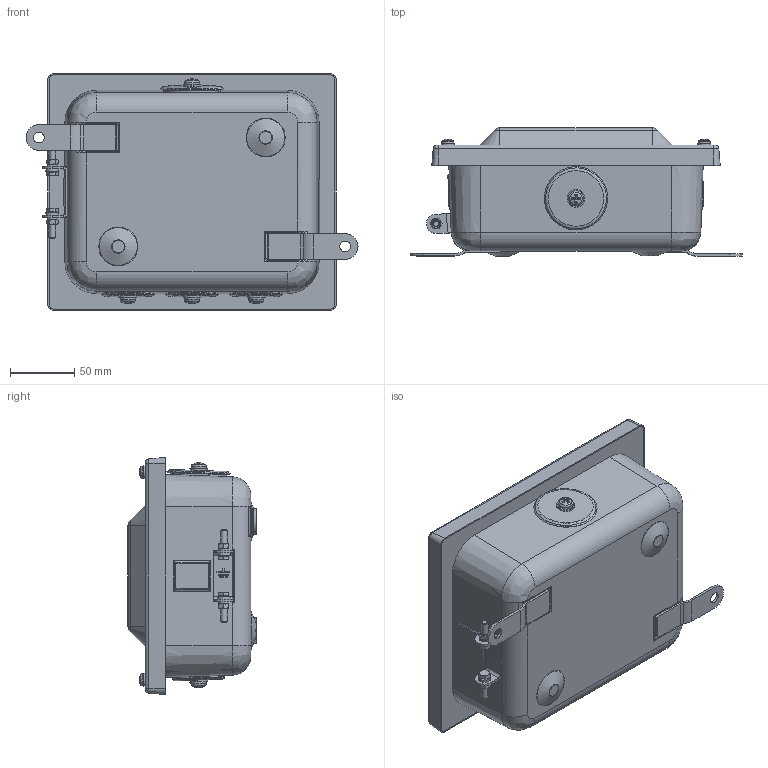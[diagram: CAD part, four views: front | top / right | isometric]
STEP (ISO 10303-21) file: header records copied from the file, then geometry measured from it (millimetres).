
FILE_DESCRIPTION(/* description */ ('','CAx-IF Rec.Pracs.---Representation and Presentation of Product Manufacturing Information (PMI)---4.0---2014-10-13'),/* implementation_level */ '2;1');
FILE_NAME(/* name */ 'ЗЭТАРУС КМ 65-10.stp',/* time_stamp */ '2022-10-19T11:34:19+07:00',/* author */ ('zeta-09'),/* organization */ (''),/* preprocessor_version */ 'ST-DEVELOPER v18.1',/* originating_system */ 'Autodesk Inventor 2021',/* authorisation */ '');
FILE_SCHEMA (('AP242_MANAGED_MODEL_BASED_3D_ENGINEERING_MIM_LF { 1 0 10303 442 1 1 4 }'));
Length unit declared in the file: millimetre
Products named in the file (1): Деталь26
Bounding box: 259 x 100 x 185 mm (x, y, z)
Volume: 2742287.2 mm3; surface area: 209557.6 mm2
Topology: 1 solids, 7 shells, 552 faces, 1381 edges, 872 vertices
Faces by surface type: plane 216, cone 130, cylinder 102, torus 68, bspline 24, sphere 12
Full cylindrical faces by diameter (mm): 4.567 x2, 5 x4, 5.3 x2, 5.5 x2, 6.7 x2, 8.5 x2, 10 x6, 14 x4, 36 x3, 44 x1
Entity records: 18440 total; most frequent: CARTESIAN_POINT 4919, DIRECTION 2719, ORIENTED_EDGE 2702, EDGE_CURVE 1361, AXIS2_PLACEMENT_3D 1112, VERTEX_POINT 872, EDGE_LOOP 615, STYLED_ITEM 554
